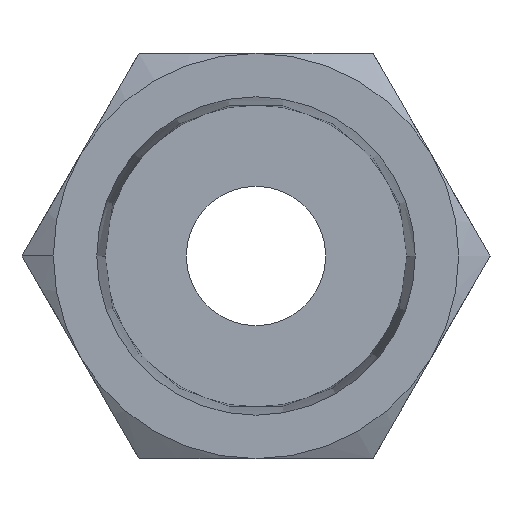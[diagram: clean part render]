
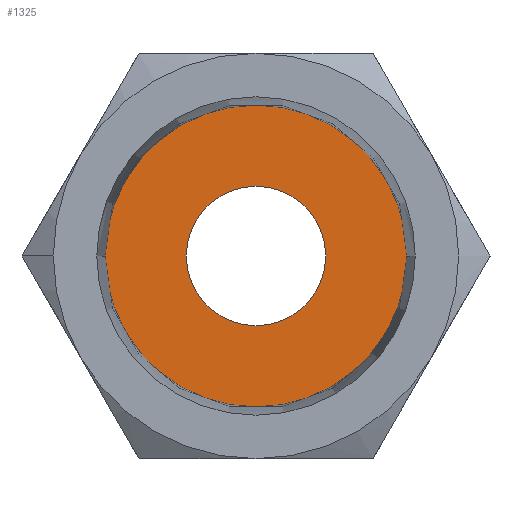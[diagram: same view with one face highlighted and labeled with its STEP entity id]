
A CAD part, front view. The second image highlights one B-rep face of the part: STEP entity #1325.
In plain terms, the highlighted planar face has unit normal (0, -1, 0).
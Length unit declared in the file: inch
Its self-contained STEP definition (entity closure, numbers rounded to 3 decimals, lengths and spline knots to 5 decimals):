
#1 = EDGE_CURVE ( 'NONE', #207, #136, #1875, .T. ) ;
#25 = EDGE_LOOP ( 'NONE', ( #1235, #1371 ) ) ;
#56 = CARTESIAN_POINT ( 'NONE',  ( 0.25585, 0.45276, 0. ) ) ;
#85 = DIRECTION ( 'NONE',  ( 0., -1., 0. ) ) ;
#136 = VERTEX_POINT ( 'NONE', #56 ) ;
#139 = DIRECTION ( 'NONE',  ( -1., 0., 0. ) ) ;
#174 = CARTESIAN_POINT ( 'NONE',  ( -0.18698, 0.45276, 0. ) ) ;
#207 = VERTEX_POINT ( 'NONE', #362 ) ;
#362 = CARTESIAN_POINT ( 'NONE',  ( -0.25585, 0.45276, 0. ) ) ;
#581 = EDGE_CURVE ( 'NONE', #136, #207, #671, .T. ) ;
#671 = CIRCLE ( 'NONE', #1690, 0.25585 ) ;
#802 = EDGE_LOOP ( 'NONE', ( #1698, #1437 ) ) ;
#805 = EDGE_CURVE ( 'NONE', #1317, #1239, #943, .T. ) ;
#813 = DIRECTION ( 'NONE',  ( 1., 0., 0. ) ) ;
#870 = CARTESIAN_POINT ( 'NONE',  ( 0., 0.45276, 0. ) ) ;
#878 = DIRECTION ( 'NONE',  ( 0., 0., -1. ) ) ;
#938 = AXIS2_PLACEMENT_3D ( 'NONE', #174, #1843, #878 ) ;
#943 = CIRCLE ( 'NONE', #988, 0.11811 ) ;
#988 = AXIS2_PLACEMENT_3D ( 'NONE', #870, #1981, #1025 ) ;
#1001 = CARTESIAN_POINT ( 'NONE',  ( -0.11811, 0.45276, 0. ) ) ;
#1002 = AXIS2_PLACEMENT_3D ( 'NONE', #1308, #1085, #813 ) ;
#1018 = CARTESIAN_POINT ( 'NONE',  ( 0., 0.45276, 0. ) ) ;
#1025 = DIRECTION ( 'NONE',  ( -1., 0., 0. ) ) ;
#1085 = DIRECTION ( 'NONE',  ( 0., -1., 0. ) ) ;
#1094 = FACE_BOUND ( 'NONE', #25, .T. ) ;
#1145 = CIRCLE ( 'NONE', #1849, 0.11811 ) ;
#1158 = DIRECTION ( 'NONE',  ( 0., 1., 0. ) ) ;
#1195 = EDGE_CURVE ( 'NONE', #1239, #1317, #1145, .T. ) ;
#1235 = ORIENTED_EDGE ( 'NONE', *, *, #805, .T. ) ;
#1239 = VERTEX_POINT ( 'NONE', #1810 ) ;
#1308 = CARTESIAN_POINT ( 'NONE',  ( 0., 0.45276, 0. ) ) ;
#1317 = VERTEX_POINT ( 'NONE', #1001 ) ;
#1325 = ADVANCED_FACE ( 'NONE', ( #1094, #1896 ), #1676, .T. ) ;
#1371 = ORIENTED_EDGE ( 'NONE', *, *, #1195, .T. ) ;
#1437 = ORIENTED_EDGE ( 'NONE', *, *, #1, .T. ) ;
#1676 = PLANE ( 'NONE',  #938 ) ;
#1690 = AXIS2_PLACEMENT_3D ( 'NONE', #1018, #85, #1992 ) ;
#1698 = ORIENTED_EDGE ( 'NONE', *, *, #581, .T. ) ;
#1810 = CARTESIAN_POINT ( 'NONE',  ( 0.11811, 0.45276, 0. ) ) ;
#1843 = DIRECTION ( 'NONE',  ( 0., -1., 0. ) ) ;
#1849 = AXIS2_PLACEMENT_3D ( 'NONE', #2111, #1158, #139 ) ;
#1875 = CIRCLE ( 'NONE', #1002, 0.25585 ) ;
#1896 = FACE_OUTER_BOUND ( 'NONE', #802, .T. ) ;
#1981 = DIRECTION ( 'NONE',  ( 0., 1., 0. ) ) ;
#1992 = DIRECTION ( 'NONE',  ( 1., 0., 0. ) ) ;
#2111 = CARTESIAN_POINT ( 'NONE',  ( 0., 0.45276, 0. ) ) ;
